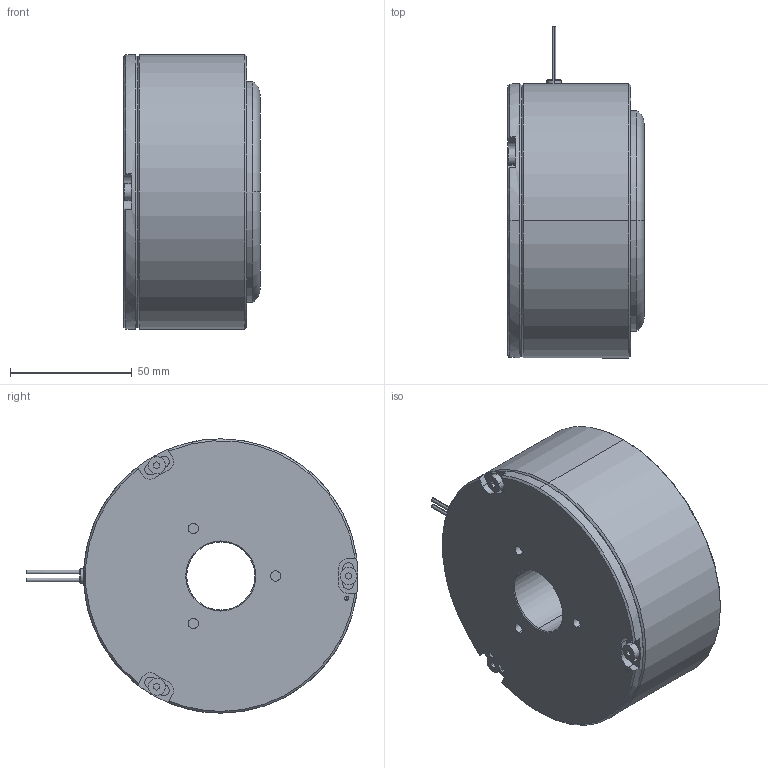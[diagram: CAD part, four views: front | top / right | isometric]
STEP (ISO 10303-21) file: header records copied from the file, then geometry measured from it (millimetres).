
FILE_DESCRIPTION (( 'STEP AP214' ), '1' );
FILE_NAME ('LB-250M_C_EF.STEP', '2014-01-17T18:11:54', ( 'magtrol' ), ( '' ), 'SwSTEP 2.0', 'SolidWorks 2014', '' );
FILE_SCHEMA (( 'AUTOMOTIVE_DESIGN' ));
Length unit declared in the file: inch
Products named in the file (1): LB-250M_C_EF
Bounding box: 55.87 x 136.36 x 112.7 mm (x, y, z)
Surface area: 58562.6 mm2 (no closed solid volume)
Topology: 0 solids, 12 shells, 260 faces, 822 edges, 579 vertices
Faces by surface type: cylinder 116, plane 69, cone 60, torus 13, bspline 2
Entity records: 12871 total; most frequent: CARTESIAN_POINT 2389, DIRECTION 1504, ORIENTED_EDGE 1354, EDGE_CURVE 820, AXIS2_PLACEMENT_3D 617, VERTEX_POINT 579, CIRCLE 358, EDGE_LOOP 288
